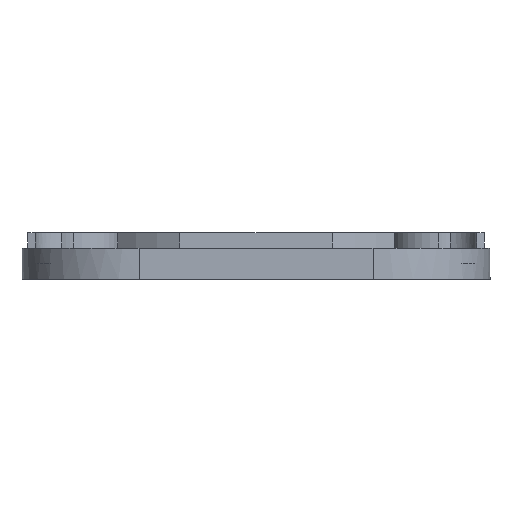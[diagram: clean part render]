
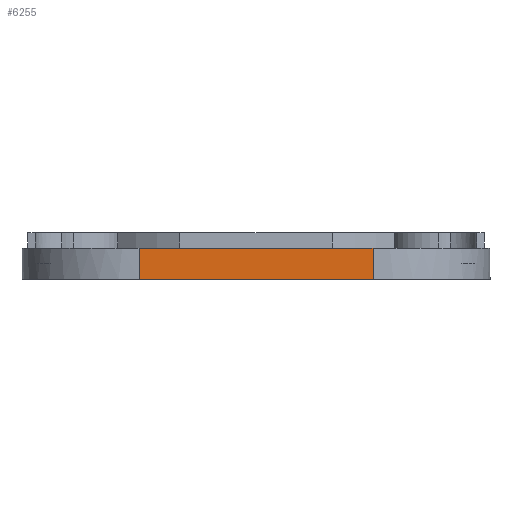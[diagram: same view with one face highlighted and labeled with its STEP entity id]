
A CAD part, left-side view. The second image highlights one B-rep face of the part: STEP entity #6255.
In plain terms, the highlighted planar face has unit normal (-1, 0, 0).
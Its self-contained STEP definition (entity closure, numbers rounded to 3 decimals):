
#342 = VERTEX_POINT ( 'NONE', #3340 ) ;
#659 = VECTOR ( 'NONE', #3743, 1000. ) ;
#950 = CARTESIAN_POINT ( 'NONE',  ( -100., 30., -4. ) ) ;
#1294 = EDGE_LOOP ( 'NONE', ( #5166, #7472, #2758, #1378 ) ) ;
#1337 = LINE ( 'NONE', #6941, #2227 ) ;
#1378 = ORIENTED_EDGE ( 'NONE', *, *, #5975, .T. ) ;
#1450 = LINE ( 'NONE', #7834, #6458 ) ;
#1537 = CARTESIAN_POINT ( 'NONE',  ( -100., -30., 4. ) ) ;
#1660 = CARTESIAN_POINT ( 'NONE',  ( -100., -30., -4. ) ) ;
#1960 = PLANE ( 'NONE',  #8023 ) ;
#2227 = VECTOR ( 'NONE', #3641, 1000. ) ;
#2758 = ORIENTED_EDGE ( 'NONE', *, *, #2840, .F. ) ;
#2840 = EDGE_CURVE ( 'NONE', #5852, #342, #7058, .T. ) ;
#2871 = DIRECTION ( 'NONE',  ( 0., 0., 1. ) ) ;
#3085 = FACE_OUTER_BOUND ( 'NONE', #1294, .T. ) ;
#3243 = DIRECTION ( 'NONE',  ( -1., 0., 0. ) ) ;
#3332 = CARTESIAN_POINT ( 'NONE',  ( -100., 0., -4. ) ) ;
#3340 = CARTESIAN_POINT ( 'NONE',  ( -100., 30., 4. ) ) ;
#3641 = DIRECTION ( 'NONE',  ( 0., -1., 0. ) ) ;
#3743 = DIRECTION ( 'NONE',  ( 0., -1., 0. ) ) ;
#5014 = EDGE_CURVE ( 'NONE', #342, #5272, #5768, .T. ) ;
#5166 = ORIENTED_EDGE ( 'NONE', *, *, #6210, .T. ) ;
#5272 = VERTEX_POINT ( 'NONE', #1537 ) ;
#5531 = VECTOR ( 'NONE', #2871, 1000. ) ;
#5658 = CARTESIAN_POINT ( 'NONE',  ( -100., 0., 4. ) ) ;
#5768 = LINE ( 'NONE', #5658, #659 ) ;
#5852 = VERTEX_POINT ( 'NONE', #7803 ) ;
#5918 = DIRECTION ( 'NONE',  ( 0., 0., 1. ) ) ;
#5975 = EDGE_CURVE ( 'NONE', #5852, #6789, #1337, .T. ) ;
#6210 = EDGE_CURVE ( 'NONE', #6789, #5272, #1450, .T. ) ;
#6255 = ADVANCED_FACE ( 'NONE', ( #3085 ), #1960, .T. ) ;
#6458 = VECTOR ( 'NONE', #5918, 1000. ) ;
#6541 = DIRECTION ( 'NONE',  ( 0., 0., 1. ) ) ;
#6789 = VERTEX_POINT ( 'NONE', #1660 ) ;
#6941 = CARTESIAN_POINT ( 'NONE',  ( -100., 0., -4. ) ) ;
#7058 = LINE ( 'NONE', #950, #5531 ) ;
#7472 = ORIENTED_EDGE ( 'NONE', *, *, #5014, .F. ) ;
#7803 = CARTESIAN_POINT ( 'NONE',  ( -100., 30., -4. ) ) ;
#7834 = CARTESIAN_POINT ( 'NONE',  ( -100., -30., -4. ) ) ;
#8023 = AXIS2_PLACEMENT_3D ( 'NONE', #3332, #3243, #6541 ) ;
